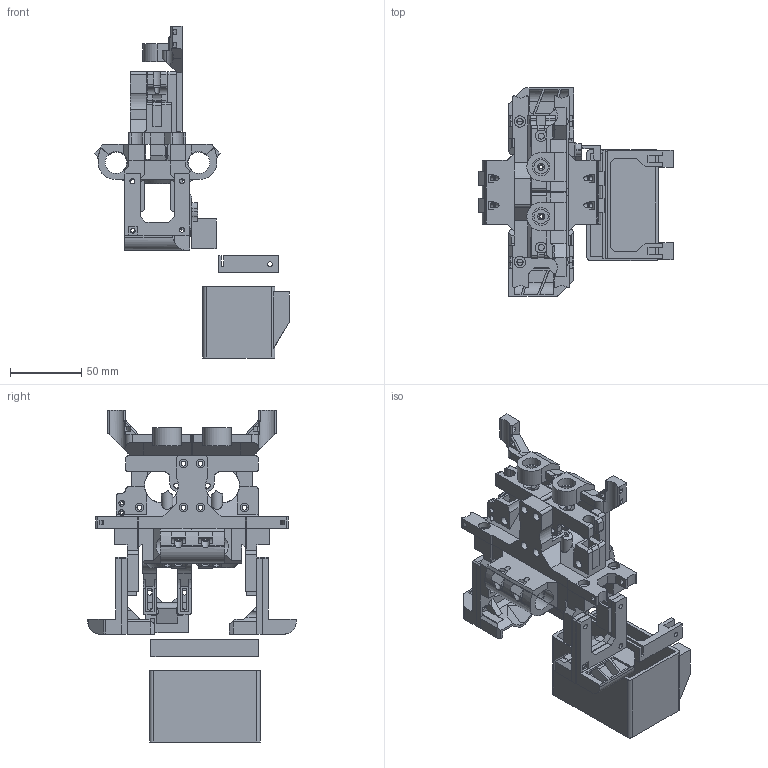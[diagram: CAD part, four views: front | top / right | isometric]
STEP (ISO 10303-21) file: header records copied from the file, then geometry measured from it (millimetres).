
FILE_DESCRIPTION(/* description */ (''),/* implementation_level */ '2;1');
FILE_NAME(/* name */ 'bigbox_dual_v1.0.0.stp',/* time_stamp */ '2015-12-30T11:54:13+00:00',/* author */ (''),/* organization */ (''),/* preprocessor_version */ 'ST-DEVELOPER v15.2',/* originating_system */ 'Autodesk Translator Framework v2.0.0.5431',/* authorisation */ '');
FILE_SCHEMA (('AUTOMOTIVE_DESIGN { 1 0 10303 214 3 1 1 }'));
Length unit declared in the file: centimetre
Products named in the file (1): bigbox_dual_v1.0.0
Bounding box: 136.75 x 146.7 x 233.75 mm (x, y, z)
Volume: 334488.9 mm3; surface area: 178943.9 mm2
Topology: 16 solids, 16 shells, 1619 faces, 4614 edges, 3064 vertices
Faces by surface type: plane 1137, cylinder 462, cone 10, sphere 4, bspline 4, torus 2
Full cylindrical faces by diameter (mm): 2.2 x2, 2.5 x2, 2.8 x2, 3 x2, 3.4 x4, 3.45 x43, 3.5 x12, 3.7 x4, 4 x3, 4.2 x2, 4.4 x14, 4.5 x2, 4.8 x4, 6 x18, 6.5 x2, 8 x6, 9 x2, 10 x2, 12.5 x2, 16.25 x4, 24 x2
Entity records: 53260 total; most frequent: CARTESIAN_POINT 10712, ORIENTED_EDGE 8850, DIRECTION 8518, EDGE_CURVE 4425, LINE 3282, VECTOR 3282, VERTEX_POINT 3015, AXIS2_PLACEMENT_3D 2618
